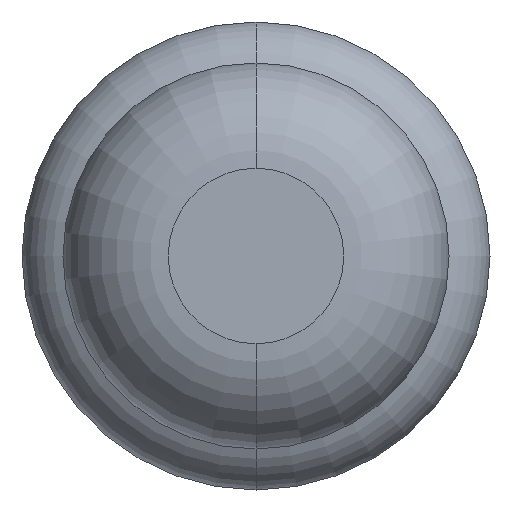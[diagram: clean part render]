
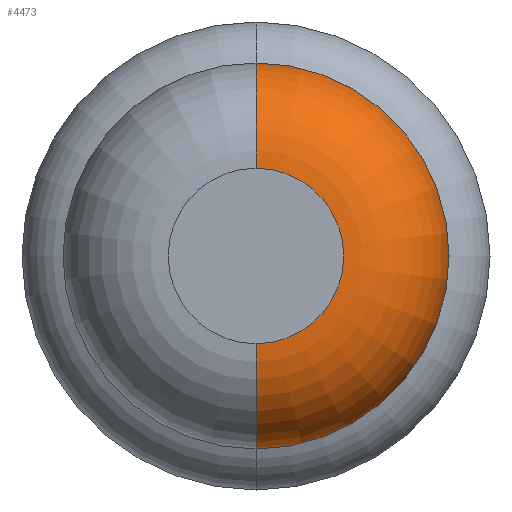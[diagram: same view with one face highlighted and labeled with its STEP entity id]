
A CAD part, front view. The second image highlights one B-rep face of the part: STEP entity #4473.
In plain terms, the highlighted toroidal (fillet/blend) face has major radius 0.375 mm and minor radius 0.45 mm.
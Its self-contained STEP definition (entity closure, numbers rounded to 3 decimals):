
#243 = ORIENTED_EDGE ( 'NONE', *, *, #1103, .F. ) ;
#265 = CARTESIAN_POINT ( 'NONE',  ( 0., -25.55, 0. ) ) ;
#271 = EDGE_CURVE ( 'NONE', #3536, #3253, #3246, .T. ) ;
#305 = EDGE_CURVE ( 'NONE', #1691, #3127, #418, .T. ) ;
#387 = DIRECTION ( 'NONE',  ( 0., 0., 1. ) ) ;
#418 = CIRCLE ( 'NONE', #1500, 0.45 ) ;
#456 = DIRECTION ( 'NONE',  ( 0., 0., -1. ) ) ;
#849 = ORIENTED_EDGE ( 'NONE', *, *, #271, .T. ) ;
#1028 = AXIS2_PLACEMENT_3D ( 'NONE', #1870, #4436, #456 ) ;
#1103 = EDGE_CURVE ( 'Defeature ausgef�hrt1_9+Defeature ausgef�hrt1_8+Defeature ausgef�hrt1_8+Defeature ausgef�hrt1_8', #3127, #3253, #3106, .T. ) ;
#1233 = EDGE_LOOP ( 'NONE', ( #2882, #849, #243, #4571 ) ) ;
#1269 = CARTESIAN_POINT ( 'NONE',  ( 0., -25.55, -0.825 ) ) ;
#1382 = DIRECTION ( 'NONE',  ( 0., 1., 0. ) ) ;
#1500 = AXIS2_PLACEMENT_3D ( 'NONE', #3738, #2658, #4088 ) ;
#1557 = CARTESIAN_POINT ( 'NONE',  ( 0., -25.55, 0.825 ) ) ;
#1691 = VERTEX_POINT ( 'NONE', #4564 ) ;
#1756 = DIRECTION ( 'NONE',  ( 0., 0., 1. ) ) ;
#1811 = CARTESIAN_POINT ( 'NONE',  ( 0., -26., -0.375 ) ) ;
#1870 = CARTESIAN_POINT ( 'NONE',  ( 0., -25.55, -0.375 ) ) ;
#1891 = CARTESIAN_POINT ( 'NONE',  ( 0., -25.55, 0. ) ) ;
#2205 = AXIS2_PLACEMENT_3D ( 'NONE', #3734, #3362, #387 ) ;
#2272 = DIRECTION ( 'NONE',  ( 0., 0., 1. ) ) ;
#2278 = FACE_OUTER_BOUND ( 'NONE', #1233, .T. ) ;
#2287 = CIRCLE ( 'NONE', #2205, 0.375 ) ;
#2658 = DIRECTION ( 'NONE',  ( -1., 0., 0. ) ) ;
#2882 = ORIENTED_EDGE ( 'NONE', *, *, #4722, .T. ) ;
#3003 = DIRECTION ( 'NONE',  ( 0., 1., 0. ) ) ;
#3106 = CIRCLE ( 'NONE', #3474, 0.825 ) ;
#3127 = VERTEX_POINT ( 'NONE', #1557 ) ;
#3246 = CIRCLE ( 'NONE', #1028, 0.45 ) ;
#3253 = VERTEX_POINT ( 'NONE', #1269 ) ;
#3362 = DIRECTION ( 'NONE',  ( 0., 1., 0. ) ) ;
#3474 = AXIS2_PLACEMENT_3D ( 'NONE', #265, #1382, #1756 ) ;
#3536 = VERTEX_POINT ( 'NONE', #1811 ) ;
#3734 = CARTESIAN_POINT ( 'NONE',  ( 0., -26., 0. ) ) ;
#3738 = CARTESIAN_POINT ( 'NONE',  ( 0., -25.55, 0.375 ) ) ;
#4088 = DIRECTION ( 'NONE',  ( 0., 0., 1. ) ) ;
#4138 = TOROIDAL_SURFACE ( 'NONE', #4209, 0.375, 0.45 ) ;
#4209 = AXIS2_PLACEMENT_3D ( 'NONE', #1891, #3003, #2272 ) ;
#4436 = DIRECTION ( 'NONE',  ( 1., 0., 0. ) ) ;
#4473 = ADVANCED_FACE ( 'Defeature ausgef�hrt1_8', ( #2278 ), #4138, .T. ) ;
#4564 = CARTESIAN_POINT ( 'NONE',  ( 0., -26., 0.375 ) ) ;
#4571 = ORIENTED_EDGE ( 'NONE', *, *, #305, .F. ) ;
#4722 = EDGE_CURVE ( 'Defeature ausgef�hrt1_8+Defeature ausgef�hrt1_7+Defeature ausgef�hrt1_7+Defeature ausgef�hrt1_7', #1691, #3536, #2287, .T. ) ;
